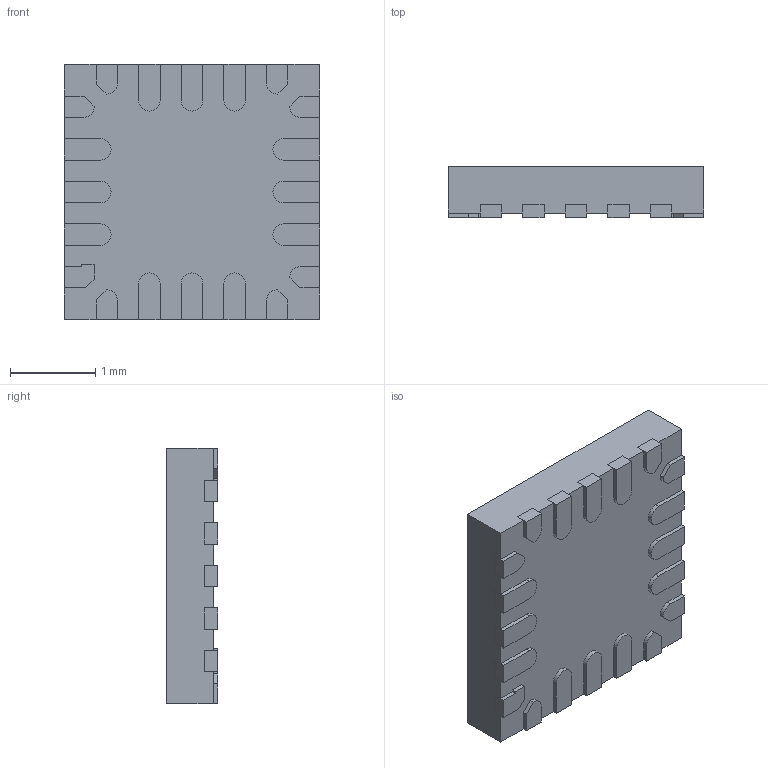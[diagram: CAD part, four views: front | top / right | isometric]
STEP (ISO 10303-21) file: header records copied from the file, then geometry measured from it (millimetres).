
FILE_DESCRIPTION (( 'STEP AP214' ), '1' );
FILE_NAME ('STM32L011F4U6TR.STEP', '2024-04-25T14:30:46', ( '' ), ( '' ), 'SwSTEP 2.0', 'SolidWorks 2024', '' );
FILE_SCHEMA (( 'AUTOMOTIVE_DESIGN' ));
Length unit declared in the file: millimetre
Products named in the file (22): STM8L151F3U6TR_15; STM8L151F3U6TR_6; STM8L151F3U6TR_12; STM8L151F3U6TR_4; STM8L151F3U6TR_14; STM8L151F3U6TR; STM32L011F4U6TR; STM8L151F3U6TR_2; STM8L151F3U6TR_16; STM8L151F3U6TR_3; STM8L151F3U6TR_7; STM8L151F3U6TR_19; STM8L151F3U6TR_9; STM8L151F3U6TR_18; STM8L151F3U6TR_20; STM8L151F3U6TR_1; STM8L151F3U6TR_10; STM8L151F3U6TR_8; STM8L151F3U6TR_13; STM8L151F3U6TR_11; STM8L151F3U6TR_5; STM8L151F3U6TR_17
Assembly tree (21 placements, depth 2):
  STM32L011F4U6TR
    STM8L151F3U6TR_16
    STM8L151F3U6TR_6
    STM8L151F3U6TR_20
    STM8L151F3U6TR_12
    STM8L151F3U6TR_5
    STM8L151F3U6TR_1
    STM8L151F3U6TR_7
    STM8L151F3U6TR_3
    STM8L151F3U6TR_9
    STM8L151F3U6TR_4
    STM8L151F3U6TR_10
    STM8L151F3U6TR_11
    STM8L151F3U6TR_13
    STM8L151F3U6TR_19
    STM8L151F3U6TR_18
    STM8L151F3U6TR_15
    STM8L151F3U6TR_8
    STM8L151F3U6TR
    STM8L151F3U6TR_17
    STM8L151F3U6TR_14
    STM8L151F3U6TR_2
Bounding box: 3 x 0.6 x 3 mm (x, y, z)
Volume: 5.1 mm3; surface area: 34.8 mm2
Topology: 21 solids, 21 shells, 239 faces, 588 edges, 392 vertices
Faces by surface type: plane 189, cylinder 50
Entity records: 7717 total; most frequent: CARTESIAN_POINT 1243, DIRECTION 1214, ORIENTED_EDGE 1176, EDGE_CURVE 588, LINE 488, VECTOR 488, VERTEX_POINT 392, AXIS2_PLACEMENT_3D 363
